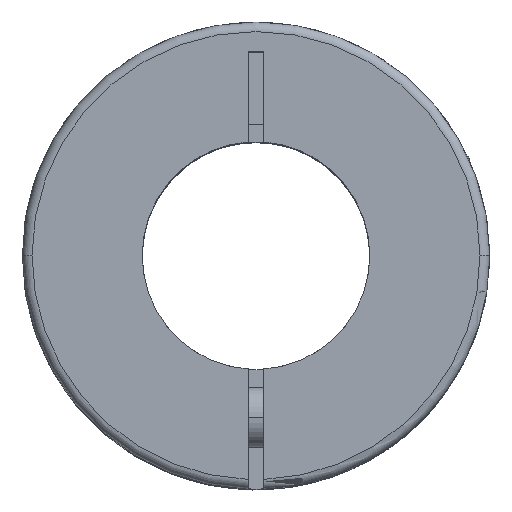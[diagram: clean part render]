
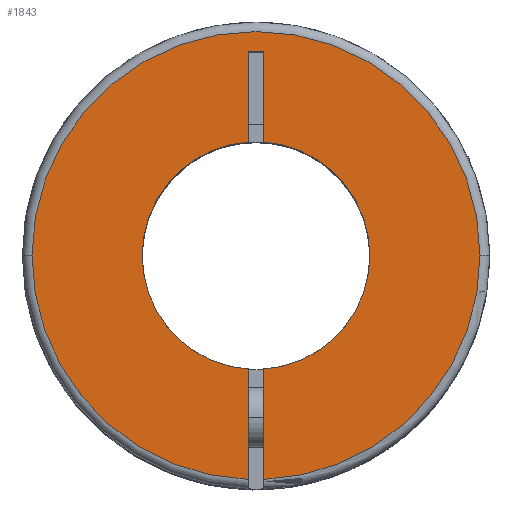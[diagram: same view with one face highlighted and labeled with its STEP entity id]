
A CAD part, top view. The second image highlights one B-rep face of the part: STEP entity #1843.
In plain terms, the highlighted planar face has unit normal (0, 0, 1).
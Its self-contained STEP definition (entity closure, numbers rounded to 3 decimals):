
#51 = CARTESIAN_POINT ( 'NONE',  ( -0.65, 9.478, 0. ) ) ;
#102 = DIRECTION ( 'NONE',  ( 0., 0., -1. ) ) ;
#151 = LINE ( 'NONE', #3560, #3641 ) ;
#201 = DIRECTION ( 'NONE',  ( 0., 0., -1. ) ) ;
#218 = CIRCLE ( 'NONE', #1947, 18.7 ) ;
#229 = ORIENTED_EDGE ( 'NONE', *, *, #2322, .F. ) ;
#248 = CARTESIAN_POINT ( 'NONE',  ( 0., 0., 0. ) ) ;
#285 = VERTEX_POINT ( 'NONE', #1644 ) ;
#311 = CARTESIAN_POINT ( 'NONE',  ( 18.7, 0., 0. ) ) ;
#427 = ORIENTED_EDGE ( 'NONE', *, *, #1774, .T. ) ;
#434 = EDGE_CURVE ( 'NONE', #1425, #1499, #3290, .T. ) ;
#442 = DIRECTION ( 'NONE',  ( -1., 0., 0. ) ) ;
#531 = DIRECTION ( 'NONE',  ( 0., 0., -1. ) ) ;
#553 = PLANE ( 'NONE',  #1060 ) ;
#636 = ORIENTED_EDGE ( 'NONE', *, *, #3914, .F. ) ;
#684 = DIRECTION ( 'NONE',  ( -1., 0., 0. ) ) ;
#698 = DIRECTION ( 'NONE',  ( -1., 0., 0. ) ) ;
#766 = ORIENTED_EDGE ( 'NONE', *, *, #2164, .T. ) ;
#814 = DIRECTION ( 'NONE',  ( -1., 0., 0. ) ) ;
#973 = DIRECTION ( 'NONE',  ( 0., 1., 0. ) ) ;
#1043 = VERTEX_POINT ( 'NONE', #2426 ) ;
#1059 = AXIS2_PLACEMENT_3D ( 'NONE', #2983, #2948, #814 ) ;
#1060 = AXIS2_PLACEMENT_3D ( 'NONE', #1773, #2716, #1172 ) ;
#1172 = DIRECTION ( 'NONE',  ( 0., -1., 0. ) ) ;
#1232 = VECTOR ( 'NONE', #1739, 1000. ) ;
#1381 = CARTESIAN_POINT ( 'NONE',  ( 0., 0., 0. ) ) ;
#1387 = EDGE_CURVE ( 'NONE', #1912, #1043, #1900, .T. ) ;
#1392 = VERTEX_POINT ( 'NONE', #1579 ) ;
#1393 = EDGE_CURVE ( 'NONE', #2323, #1912, #2247, .T. ) ;
#1398 = CARTESIAN_POINT ( 'NONE',  ( -0.65, 17., 0. ) ) ;
#1425 = VERTEX_POINT ( 'NONE', #3168 ) ;
#1444 = CARTESIAN_POINT ( 'NONE',  ( 0., 0., 0. ) ) ;
#1499 = VERTEX_POINT ( 'NONE', #3437 ) ;
#1527 = EDGE_LOOP ( 'NONE', ( #229, #2202, #3487, #766, #636, #3469, #3388, #427, #2973, #2714, #1941 ) ) ;
#1536 = CIRCLE ( 'NONE', #3364, 18.7 ) ;
#1565 = CIRCLE ( 'NONE', #3847, 9.5 ) ;
#1579 = CARTESIAN_POINT ( 'NONE',  ( -9.5, 0., 0. ) ) ;
#1598 = CARTESIAN_POINT ( 'NONE',  ( 0.65, -19.5, 0. ) ) ;
#1605 = EDGE_CURVE ( 'NONE', #1633, #3455, #151, .T. ) ;
#1633 = VERTEX_POINT ( 'NONE', #2636 ) ;
#1642 = DIRECTION ( 'NONE',  ( 0., 1., 0. ) ) ;
#1644 = CARTESIAN_POINT ( 'NONE',  ( -18.7, 0., 0. ) ) ;
#1667 = AXIS2_PLACEMENT_3D ( 'NONE', #3529, #2539, #684 ) ;
#1739 = DIRECTION ( 'NONE',  ( 0., -1., 0. ) ) ;
#1773 = CARTESIAN_POINT ( 'NONE',  ( 0., 0., 0. ) ) ;
#1774 = EDGE_CURVE ( 'NONE', #2323, #3455, #3716, .T. ) ;
#1777 = CARTESIAN_POINT ( 'NONE',  ( -0.65, 17., 0. ) ) ;
#1812 = DIRECTION ( 'NONE',  ( 0., -1., 0. ) ) ;
#1843 = ADVANCED_FACE ( 'NONE', ( #3350 ), #553, .F. ) ;
#1900 = LINE ( 'NONE', #2191, #1974 ) ;
#1912 = VERTEX_POINT ( 'NONE', #2491 ) ;
#1941 = ORIENTED_EDGE ( 'NONE', *, *, #3738, .F. ) ;
#1947 = AXIS2_PLACEMENT_3D ( 'NONE', #2704, #3888, #2051 ) ;
#1973 = EDGE_CURVE ( 'NONE', #1425, #1392, #1565, .T. ) ;
#1974 = VECTOR ( 'NONE', #698, 1000. ) ;
#2034 = CARTESIAN_POINT ( 'NONE',  ( 0.65, -9.478, 0. ) ) ;
#2045 = DIRECTION ( 'NONE',  ( -1., 0., 0. ) ) ;
#2051 = DIRECTION ( 'NONE',  ( -1., 0., 0. ) ) ;
#2164 = EDGE_CURVE ( 'NONE', #1392, #2611, #3821, .T. ) ;
#2191 = CARTESIAN_POINT ( 'NONE',  ( 0.65, 17., 0. ) ) ;
#2202 = ORIENTED_EDGE ( 'NONE', *, *, #434, .F. ) ;
#2247 = LINE ( 'NONE', #1598, #2500 ) ;
#2322 = EDGE_CURVE ( 'NONE', #1499, #285, #1536, .T. ) ;
#2323 = VERTEX_POINT ( 'NONE', #3869 ) ;
#2426 = CARTESIAN_POINT ( 'NONE',  ( -0.65, 17., 0. ) ) ;
#2491 = CARTESIAN_POINT ( 'NONE',  ( 0.65, 17., 0. ) ) ;
#2500 = VECTOR ( 'NONE', #973, 1000. ) ;
#2537 = CIRCLE ( 'NONE', #1059, 18.7 ) ;
#2539 = DIRECTION ( 'NONE',  ( 0., 0., -1. ) ) ;
#2611 = VERTEX_POINT ( 'NONE', #51 ) ;
#2636 = CARTESIAN_POINT ( 'NONE',  ( 0.65, -18.689, 0. ) ) ;
#2704 = CARTESIAN_POINT ( 'NONE',  ( 0., 0., 0. ) ) ;
#2714 = ORIENTED_EDGE ( 'NONE', *, *, #3467, .F. ) ;
#2716 = DIRECTION ( 'NONE',  ( 0., 0., -1. ) ) ;
#2948 = DIRECTION ( 'NONE',  ( 0., 0., -1. ) ) ;
#2973 = ORIENTED_EDGE ( 'NONE', *, *, #1605, .F. ) ;
#2983 = CARTESIAN_POINT ( 'NONE',  ( 0., 0., 0. ) ) ;
#3168 = CARTESIAN_POINT ( 'NONE',  ( -0.65, -9.478, 0. ) ) ;
#3290 = LINE ( 'NONE', #1398, #1232 ) ;
#3326 = VECTOR ( 'NONE', #1812, 1000. ) ;
#3332 = LINE ( 'NONE', #1777, #3326 ) ;
#3350 = FACE_OUTER_BOUND ( 'NONE', #1527, .T. ) ;
#3364 = AXIS2_PLACEMENT_3D ( 'NONE', #1381, #201, #442 ) ;
#3388 = ORIENTED_EDGE ( 'NONE', *, *, #1393, .F. ) ;
#3437 = CARTESIAN_POINT ( 'NONE',  ( -0.65, -18.689, 0. ) ) ;
#3455 = VERTEX_POINT ( 'NONE', #2034 ) ;
#3467 = EDGE_CURVE ( 'NONE', #3919, #1633, #218, .T. ) ;
#3469 = ORIENTED_EDGE ( 'NONE', *, *, #1387, .F. ) ;
#3487 = ORIENTED_EDGE ( 'NONE', *, *, #1973, .T. ) ;
#3514 = DIRECTION ( 'NONE',  ( -1., 0., 0. ) ) ;
#3529 = CARTESIAN_POINT ( 'NONE',  ( 0., 0., 0. ) ) ;
#3560 = CARTESIAN_POINT ( 'NONE',  ( 0.65, -19.5, 0. ) ) ;
#3641 = VECTOR ( 'NONE', #1642, 1000. ) ;
#3650 = AXIS2_PLACEMENT_3D ( 'NONE', #248, #531, #2045 ) ;
#3716 = CIRCLE ( 'NONE', #3650, 9.5 ) ;
#3738 = EDGE_CURVE ( 'NONE', #285, #3919, #2537, .T. ) ;
#3821 = CIRCLE ( 'NONE', #1667, 9.5 ) ;
#3847 = AXIS2_PLACEMENT_3D ( 'NONE', #1444, #102, #3514 ) ;
#3869 = CARTESIAN_POINT ( 'NONE',  ( 0.65, 9.478, 0. ) ) ;
#3888 = DIRECTION ( 'NONE',  ( 0., 0., -1. ) ) ;
#3914 = EDGE_CURVE ( 'NONE', #1043, #2611, #3332, .T. ) ;
#3919 = VERTEX_POINT ( 'NONE', #311 ) ;
